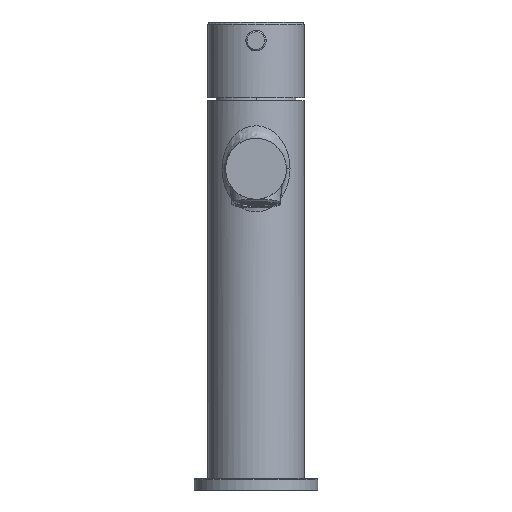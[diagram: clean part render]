
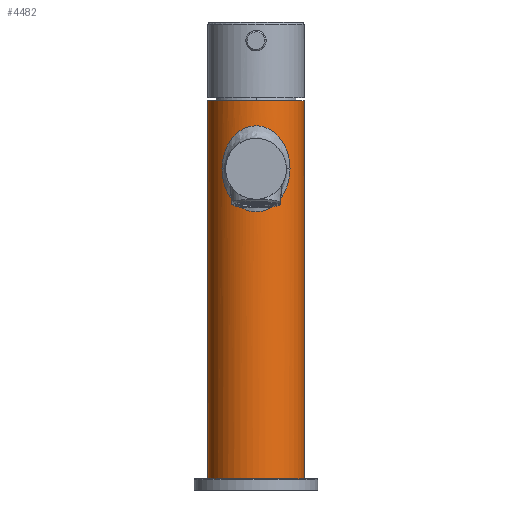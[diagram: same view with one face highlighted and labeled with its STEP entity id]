
A CAD part, front view. The second image highlights one B-rep face of the part: STEP entity #4482.
In plain terms, the highlighted cylindrical face has radius 19 mm (diameter 38 mm), a partial arc.
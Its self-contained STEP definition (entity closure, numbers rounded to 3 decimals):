
#977=FACE_BOUND('',#12655,.T.);
#4482=ADVANCED_FACE('',(#8192,#977),#54460,.T.);
#8192=FACE_OUTER_BOUND('',#12654,.T.);
#12654=EDGE_LOOP('',(#28921,#28922,#28923,#28924));
#12655=EDGE_LOOP('',(#28925,#28926));
#28921=ORIENTED_EDGE('',*,*,#38091,.T.);
#28922=ORIENTED_EDGE('',*,*,#38094,.T.);
#28923=ORIENTED_EDGE('',*,*,#38093,.T.);
#28924=ORIENTED_EDGE('',*,*,#38092,.T.);
#28925=ORIENTED_EDGE('',*,*,#38099,.T.);
#28926=ORIENTED_EDGE('',*,*,#38095,.T.);
#38091=EDGE_CURVE('',#52567,#52568,#44633,.T.);
#38092=EDGE_CURVE('',#52569,#52567,#47038,.T.);
#38093=EDGE_CURVE('',#52570,#52569,#44634,.T.);
#38094=EDGE_CURVE('',#52568,#52570,#47039,.T.);
#38095=EDGE_CURVE('',#52571,#52572,#44635,.T.);
#38099=EDGE_CURVE('',#52572,#52571,#44639,.T.);
#44633=B_SPLINE_CURVE_WITH_KNOTS('',1,(#119975,#119976),.UNSPECIFIED.,.F.,
 .F.,(2,2),(-149.5,0.),.UNSPECIFIED.);
#44634=B_SPLINE_CURVE_WITH_KNOTS('',1,(#119982,#119983),.UNSPECIFIED.,.F.,
 .F.,(2,2),(-149.5,0.),.UNSPECIFIED.);
#44635=B_SPLINE_CURVE_WITH_KNOTS('',3,(#119989,#119990,#119991,#119992,
#119993,#119994,#119995,#119996,#119997,#119998,#119999,#120000,#120001,
#120002,#120003,#120004,#120005,#120006,#120007,#120008,#120009,#120010,
#120011,#120012,#120013,#120014,#120015,#120016,#120017),.UNSPECIFIED.,
 .F.,.F.,(4,1,1,1,1,1,1,1,1,1,1,1,1,1,1,1,1,1,1,1,1,1,1,1,1,1,4),(0.,1.588,
3.502,6.577,9.81,11.52,13.285,
15.084,16.895,18.767,20.692,22.742,
23.789,24.841,25.893,26.939,28.989,
30.915,32.786,34.597,36.397,38.162,
39.872,43.105,46.179,48.093,49.682),
 .UNSPECIFIED.);
#44639=B_SPLINE_CURVE_WITH_KNOTS('',3,(#120057,#120058,#120059,#120060,
#120061,#120062,#120063,#120064,#120065,#120066,#120067,#120068,#120069,
#120070,#120071,#120072,#120073,#120074,#120075,#120076,#120077,#120078,
#120079,#120080,#120081,#120082,#120083,#120084,#120085),.UNSPECIFIED.,
 .F.,.F.,(4,1,1,1,1,1,1,1,1,1,1,1,1,1,1,1,1,1,1,1,1,1,1,1,1,1,4),(0.,1.588,
3.502,6.577,9.81,11.52,13.285,
15.085,16.896,18.767,20.693,22.743,
23.789,24.841,25.868,26.89,28.913,
30.888,32.804,34.652,36.438,38.167,
39.845,43.086,46.233,48.133,49.683),
 .UNSPECIFIED.);
#47038=(
BOUNDED_CURVE()
B_SPLINE_CURVE(2,(#119977,#119978,#119979,#119980,#119981),
 .UNSPECIFIED.,.F.,.F.)
B_SPLINE_CURVE_WITH_KNOTS((3,2,3),(-59.69,-29.845,0.),
 .UNSPECIFIED.)
CURVE()
GEOMETRIC_REPRESENTATION_ITEM()
RATIONAL_B_SPLINE_CURVE((1.,0.707,1.,0.707,1.))
REPRESENTATION_ITEM('')
);
#47039=(
BOUNDED_CURVE()
B_SPLINE_CURVE(2,(#119984,#119985,#119986,#119987,#119988),
 .UNSPECIFIED.,.F.,.F.)
B_SPLINE_CURVE_WITH_KNOTS((3,2,3),(-59.69,-29.845,0.),
 .UNSPECIFIED.)
CURVE()
GEOMETRIC_REPRESENTATION_ITEM()
RATIONAL_B_SPLINE_CURVE((1.,0.707,1.,0.707,1.))
REPRESENTATION_ITEM('')
);
#52567=VERTEX_POINT('',#119628);
#52568=VERTEX_POINT('',#119629);
#52569=VERTEX_POINT('',#119630);
#52570=VERTEX_POINT('',#119631);
#52571=VERTEX_POINT('',#119632);
#52572=VERTEX_POINT('',#119633);
#54460=CYLINDRICAL_SURFACE('',#60404,19.);
#60404=AXIS2_PLACEMENT_3D('',#115143,#64013,$);
#64013=DIRECTION('',(0.,0.,-1.));
#115143=CARTESIAN_POINT('',(300.,0.,70.425));
#119628=CARTESIAN_POINT('',(300.,-19.,145.175));
#119629=CARTESIAN_POINT('',(300.,-19.,-4.325));
#119630=CARTESIAN_POINT('',(300.,19.,145.175));
#119631=CARTESIAN_POINT('',(300.,19.,-4.325));
#119632=CARTESIAN_POINT('',(313.412,13.458,118.175));
#119633=CARTESIAN_POINT('',(313.412,-13.458,118.175));
#119975=CARTESIAN_POINT('',(300.,-19.,145.175));
#119976=CARTESIAN_POINT('',(300.,-19.,-4.325));
#119977=CARTESIAN_POINT('',(300.,19.,145.175));
#119978=CARTESIAN_POINT('',(319.,19.,145.175));
#119979=CARTESIAN_POINT('',(319.,0.,145.175));
#119980=CARTESIAN_POINT('',(319.,-19.,145.175));
#119981=CARTESIAN_POINT('',(300.,-19.,145.175));
#119982=CARTESIAN_POINT('',(300.,19.,-4.325));
#119983=CARTESIAN_POINT('',(300.,19.,145.175));
#119984=CARTESIAN_POINT('',(300.,-19.,-4.325));
#119985=CARTESIAN_POINT('',(319.,-19.,-4.325));
#119986=CARTESIAN_POINT('',(319.,0.,-4.325));
#119987=CARTESIAN_POINT('',(319.,19.,-4.325));
#119988=CARTESIAN_POINT('',(300.,19.,-4.325));
#119989=CARTESIAN_POINT('',(313.412,13.458,118.175));
#119990=CARTESIAN_POINT('',(313.412,13.458,117.582));
#119991=CARTESIAN_POINT('',(313.466,13.404,116.275));
#119992=CARTESIAN_POINT('',(313.784,13.082,113.878));
#119993=CARTESIAN_POINT('',(314.484,12.324,111.078));
#119994=CARTESIAN_POINT('',(315.361,11.215,108.66));
#119995=CARTESIAN_POINT('',(316.124,10.072,106.852));
#119996=CARTESIAN_POINT('',(316.718,9.057,105.556));
#119997=CARTESIAN_POINT('',(317.294,7.906,104.374));
#119998=CARTESIAN_POINT('',(317.83,6.617,103.329));
#119999=CARTESIAN_POINT('',(318.301,5.187,102.444));
#120000=CARTESIAN_POINT('',(318.684,3.591,101.743));
#120001=CARTESIAN_POINT('',(318.895,2.148,101.363));
#120002=CARTESIAN_POINT('',(318.985,0.931,101.203));
#120003=CARTESIAN_POINT('',(319.008,0.,101.162));
#120004=CARTESIAN_POINT('',(318.985,-0.931,101.203));
#120005=CARTESIAN_POINT('',(318.895,-2.148,101.363));
#120006=CARTESIAN_POINT('',(318.684,-3.591,101.743));
#120007=CARTESIAN_POINT('',(318.301,-5.187,102.444));
#120008=CARTESIAN_POINT('',(317.83,-6.617,103.329));
#120009=CARTESIAN_POINT('',(317.294,-7.906,104.374));
#120010=CARTESIAN_POINT('',(316.718,-9.057,105.555));
#120011=CARTESIAN_POINT('',(316.124,-10.072,106.852));
#120012=CARTESIAN_POINT('',(315.361,-11.215,108.66));
#120013=CARTESIAN_POINT('',(314.484,-12.324,111.079));
#120014=CARTESIAN_POINT('',(313.784,-13.082,113.878));
#120015=CARTESIAN_POINT('',(313.466,-13.404,116.275));
#120016=CARTESIAN_POINT('',(313.412,-13.458,117.583));
#120017=CARTESIAN_POINT('',(313.412,-13.458,118.175));
#120057=CARTESIAN_POINT('',(313.412,-13.458,118.175));
#120058=CARTESIAN_POINT('',(313.412,-13.458,118.768));
#120059=CARTESIAN_POINT('',(313.466,-13.404,120.076));
#120060=CARTESIAN_POINT('',(313.784,-13.082,122.473));
#120061=CARTESIAN_POINT('',(314.484,-12.324,125.273));
#120062=CARTESIAN_POINT('',(315.361,-11.215,127.691));
#120063=CARTESIAN_POINT('',(316.124,-10.072,129.499));
#120064=CARTESIAN_POINT('',(316.718,-9.057,130.795));
#120065=CARTESIAN_POINT('',(317.294,-7.906,131.977));
#120066=CARTESIAN_POINT('',(317.83,-6.617,133.022));
#120067=CARTESIAN_POINT('',(318.301,-5.187,133.907));
#120068=CARTESIAN_POINT('',(318.684,-3.591,134.608));
#120069=CARTESIAN_POINT('',(318.895,-2.148,134.988));
#120070=CARTESIAN_POINT('',(318.985,-0.931,135.148));
#120071=CARTESIAN_POINT('',(319.007,-0.007,135.189));
#120072=CARTESIAN_POINT('',(318.985,0.909,135.15));
#120073=CARTESIAN_POINT('',(318.9,2.104,134.996));
#120074=CARTESIAN_POINT('',(318.692,3.548,134.624));
#120075=CARTESIAN_POINT('',(318.308,5.165,133.921));
#120076=CARTESIAN_POINT('',(317.827,6.629,133.016));
#120077=CARTESIAN_POINT('',(317.283,7.931,131.954));
#120078=CARTESIAN_POINT('',(316.707,9.076,130.772));
#120079=CARTESIAN_POINT('',(316.122,10.074,129.494));
#120080=CARTESIAN_POINT('',(315.366,11.208,127.703));
#120081=CARTESIAN_POINT('',(314.483,12.327,125.273));
#120082=CARTESIAN_POINT('',(313.777,13.089,122.449));
#120083=CARTESIAN_POINT('',(313.464,13.406,120.041));
#120084=CARTESIAN_POINT('',(313.412,13.458,118.754));
#120085=CARTESIAN_POINT('',(313.412,13.458,118.175));
